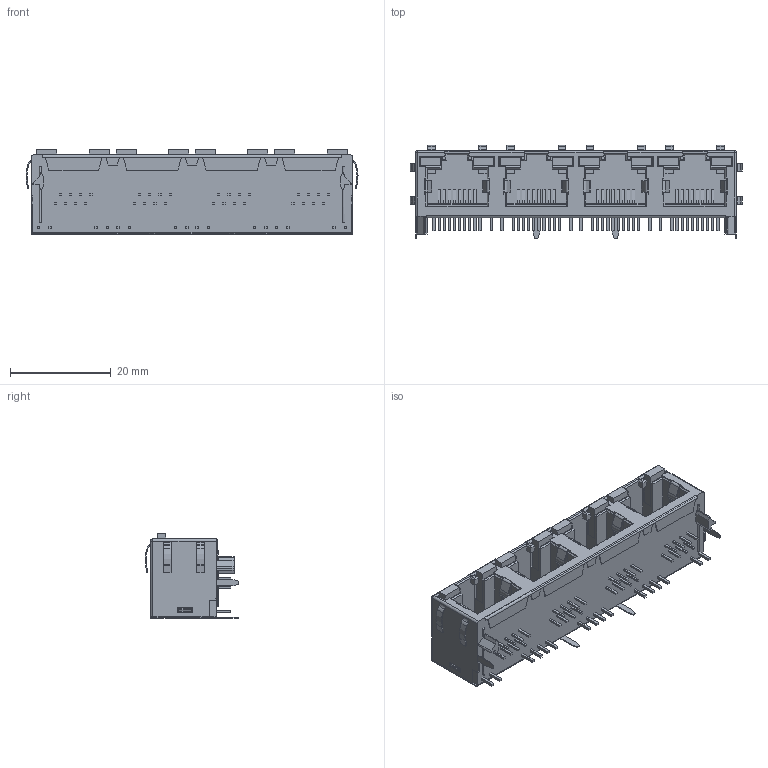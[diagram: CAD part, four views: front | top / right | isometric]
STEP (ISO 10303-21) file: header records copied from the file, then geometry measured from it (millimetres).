
FILE_DESCRIPTION((''),'2;1');
FILE_NAME('C-5406552-1','2013-01-17T',('workeradm'),('Tyco Electronics Ltd.'),'PRO/ENGINEER BY PARAMETRIC TECHNOLOGY CORPORATION, 2010430','PRO/ENGINEER BY PARAMETRIC TECHNOLOGY CORPORATION, 2010430','');
FILE_SCHEMA(('AUTOMOTIVE_DESIGN { 1 0 10303 214 1 1 1 1 }'));
Length unit declared in the file: millimetre
Products named in the file (1): C-5406552-1
Bounding box: 65.96 x 18.65 x 16.72 mm (x, y, z)
Volume: 8857.4 mm3; surface area: 9670 mm2
Topology: 1 solids, 1 shells, 1250 faces, 3420 edges, 2234 vertices
Faces by surface type: plane 1103, cylinder 145, sphere 2
Entity records: 39317 total; most frequent: CARTESIAN_POINT 6958, ORIENTED_EDGE 6840, DIRECTION 6204, EDGE_CURVE 3420, VECTOR 3120, LINE 3120, VERTEX_POINT 2234, AXIS2_PLACEMENT_3D 1542
